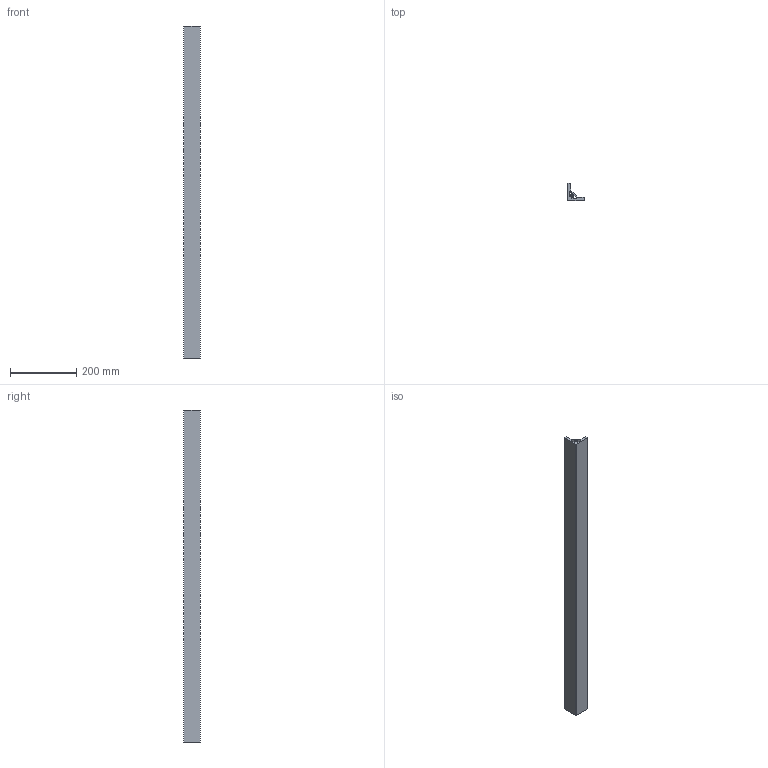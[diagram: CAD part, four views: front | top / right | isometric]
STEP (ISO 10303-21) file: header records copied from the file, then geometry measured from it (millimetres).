
FILE_DESCRIPTION (( 'STEP AP214' ), '1' );
FILE_NAME ('Ñáîðêà2.STEP', '2023-10-17T09:55:44', ( '' ), ( '' ), 'SwSTEP 2.0', 'SolidWorks 2022', '' );
FILE_SCHEMA (( 'AUTOMOTIVE_DESIGN' ));
Length unit declared in the file: millimetre
Products named in the file (2): 5050S9 Профиль алюминиевый (уголок) 50х50х9 (Ан. серебро)_00; Сборка2
Assembly tree (1 placements, depth 2):
  Сборка2
    5050S9 Профиль алюминиевый (уголок) 50х50х9 (Ан. серебро)_00
Bounding box: 50 x 50 x 1000 mm (x, y, z)
Volume: 829839.8 mm3; surface area: 283338.9 mm2
Topology: 1 solids, 1 shells, 36 faces, 102 edges, 68 vertices
Faces by surface type: cylinder 20, plane 16
Entity records: 1256 total; most frequent: DIRECTION 222, CARTESIAN_POINT 210, ORIENTED_EDGE 204, EDGE_CURVE 102, AXIS2_PLACEMENT_3D 80, VERTEX_POINT 68, VECTOR 62, LINE 62
